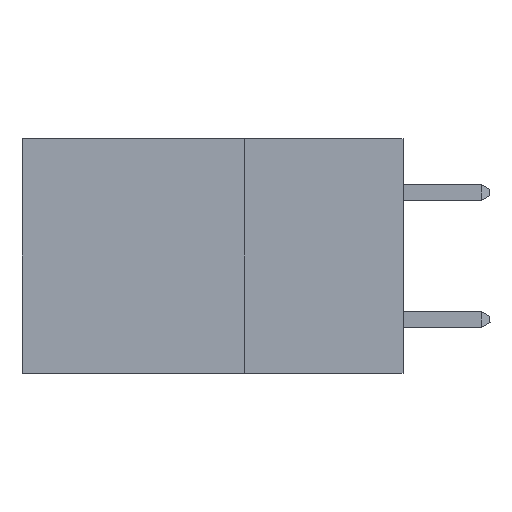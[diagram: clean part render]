
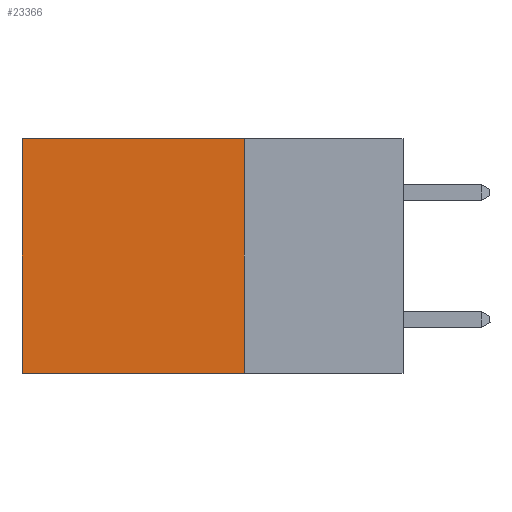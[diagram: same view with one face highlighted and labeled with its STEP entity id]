
A CAD part, left-side view. The second image highlights one B-rep face of the part: STEP entity #23366.
In plain terms, the highlighted planar face has unit normal (-1, 0, 0).
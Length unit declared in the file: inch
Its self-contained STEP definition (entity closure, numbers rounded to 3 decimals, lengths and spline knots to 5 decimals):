
#4235 = EDGE_LOOP ( 'NONE', ( #17357, #27758, #11782, #27886 ) ) ;
#5013 = EDGE_CURVE ( 'NONE', #38983, #5352, #20664, .T. ) ;
#5352 = VERTEX_POINT ( 'NONE', #30354 ) ;
#5788 = VECTOR ( 'NONE', #14328, 39.37008 ) ;
#6118 = CARTESIAN_POINT ( 'NONE',  ( 0.2875, 0.25, 0. ) ) ;
#6999 = EDGE_CURVE ( 'NONE', #38983, #17731, #15745, .T. ) ;
#7253 = DIRECTION ( 'NONE',  ( 0., 0., -1. ) ) ;
#7923 = DIRECTION ( 'NONE',  ( 0., 1., 0. ) ) ;
#8577 = VECTOR ( 'NONE', #7923, 39.37008 ) ;
#8830 = EDGE_CURVE ( 'NONE', #17731, #17714, #43357, .T. ) ;
#11595 = LINE ( 'NONE', #27212, #22623 ) ;
#11782 = ORIENTED_EDGE ( 'NONE', *, *, #6999, .F. ) ;
#12208 = DIRECTION ( 'NONE',  ( 0., 1., 0. ) ) ;
#13745 = CARTESIAN_POINT ( 'NONE',  ( 0.2875, 0.25, 0. ) ) ;
#14328 = DIRECTION ( 'NONE',  ( 0., 0., -1. ) ) ;
#15745 = LINE ( 'NONE', #37621, #5788 ) ;
#17357 = ORIENTED_EDGE ( 'NONE', *, *, #22891, .T. ) ;
#17714 = VERTEX_POINT ( 'NONE', #19654 ) ;
#17731 = VERTEX_POINT ( 'NONE', #29315 ) ;
#17859 = FACE_OUTER_BOUND ( 'NONE', #4235, .T. ) ;
#19654 = CARTESIAN_POINT ( 'NONE',  ( 0.2875, 0.6, -0.37 ) ) ;
#20664 = LINE ( 'NONE', #35164, #8577 ) ;
#22623 = VECTOR ( 'NONE', #7253, 39.37008 ) ;
#22891 = EDGE_CURVE ( 'NONE', #5352, #17714, #11595, .T. ) ;
#23366 = ADVANCED_FACE ( 'NONE', ( #17859 ), #37457, .F. ) ;
#24035 = AXIS2_PLACEMENT_3D ( 'NONE', #13745, #37320, #31007 ) ;
#27212 = CARTESIAN_POINT ( 'NONE',  ( 0.2875, 0.6, 0. ) ) ;
#27758 = ORIENTED_EDGE ( 'NONE', *, *, #8830, .F. ) ;
#27886 = ORIENTED_EDGE ( 'NONE', *, *, #5013, .T. ) ;
#28789 = CARTESIAN_POINT ( 'NONE',  ( 0.2875, 0.25, -0.37 ) ) ;
#29315 = CARTESIAN_POINT ( 'NONE',  ( 0.2875, 0.25, -0.37 ) ) ;
#30354 = CARTESIAN_POINT ( 'NONE',  ( 0.2875, 0.6, 0. ) ) ;
#31007 = DIRECTION ( 'NONE',  ( 0., 0., -1. ) ) ;
#35164 = CARTESIAN_POINT ( 'NONE',  ( 0.2875, 0.25, 0. ) ) ;
#35482 = VECTOR ( 'NONE', #12208, 39.37008 ) ;
#37320 = DIRECTION ( 'NONE',  ( 1., 0., 0. ) ) ;
#37457 = PLANE ( 'NONE',  #24035 ) ;
#37621 = CARTESIAN_POINT ( 'NONE',  ( 0.2875, 0.25, 0. ) ) ;
#38983 = VERTEX_POINT ( 'NONE', #6118 ) ;
#43357 = LINE ( 'NONE', #28789, #35482 ) ;
